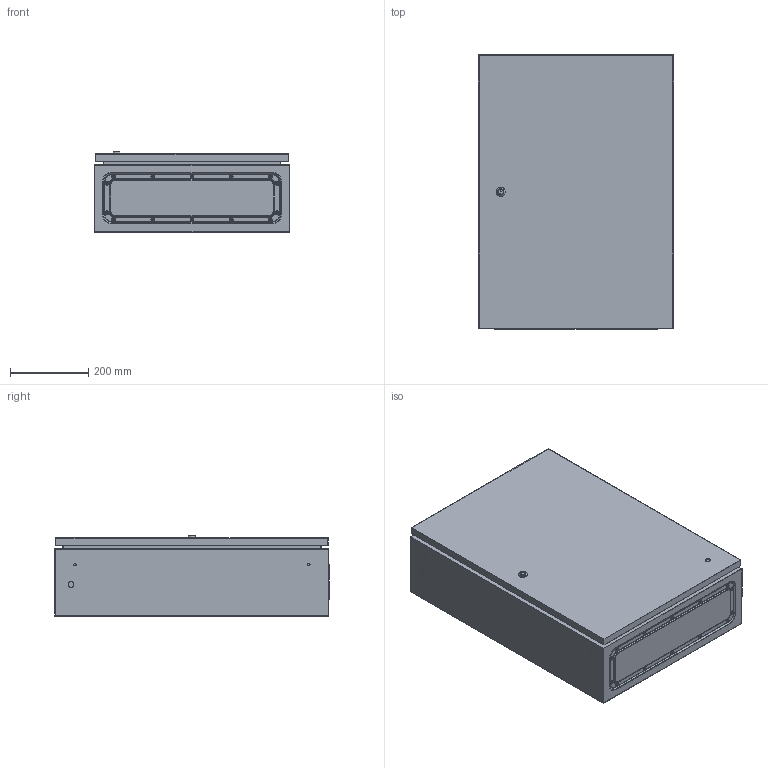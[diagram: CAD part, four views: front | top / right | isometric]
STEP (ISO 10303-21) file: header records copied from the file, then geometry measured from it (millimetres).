
FILE_DESCRIPTION (( 'STEP AP203' ), '1' );
FILE_NAME ('TI5-10-N-070-050-020-66_TITAN5 ﾙﾌﾏ-70.50.20 ﾓﾕﾋ1 IP66 IEK.STEP', '2022-12-05T09:12:44', ( '' ), ( '' ), 'SwSTEP 2.0', 'SolidWorks 2022', '' );
FILE_SCHEMA (( 'CONFIG_CONTROL_DESIGN' ));
Length unit declared in the file: millimetre
Products named in the file (7): Dver_70.500; Винт_резьбовыдавливающий_М4х9; Gaika_6; Kryshka1_450x125; Mont.Panel_700x500; TI5-10-N-070-050-020-66_TITAN5 ЩМП-70.50.20 УХЛ1 IP66 IEK; Obolochka_SHMP_ShMP_70.50.20
Assembly tree (22 placements, depth 2):
  TI5-10-N-070-050-020-66_TITAN5 ЩМП-70.50.20 УХЛ1 IP66 IEK
    Obolochka_SHMP_ShMP_70.50.20
    Mont.Panel_700x500
    Dver_70.500
    Kryshka1_450x125
    Gaika_6  x4
    Винт_резьбовыдавливающий_М4х9  x14
Bounding box: 500 x 700.5 x 204.5 mm (x, y, z)
Volume: 1797839.8 mm3; surface area: 3205145.4 mm2
Topology: 26 solids, 26 shells, 1493 faces, 3773 edges, 2515 vertices
Faces by surface type: plane 1074, cylinder 275, torus 48, cone 40, bspline 28, sphere 28
Entity records: 32855 total; most frequent: CARTESIAN_POINT 5958, ORIENTED_EDGE 5218, DIRECTION 5168, EDGE_CURVE 2609, VECTOR 2170, LINE 2170, VERTEX_POINT 1713, AXIS2_PLACEMENT_3D 1499
